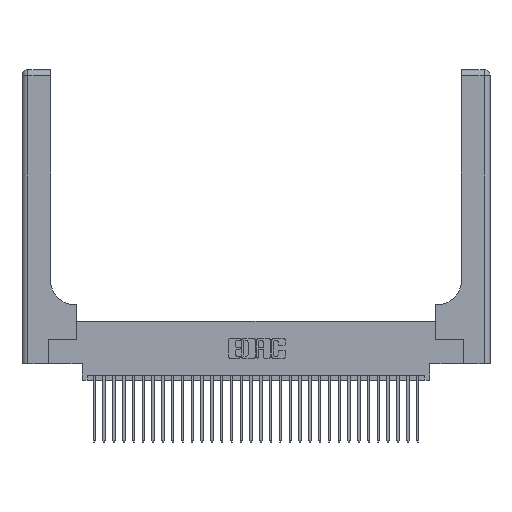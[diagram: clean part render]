
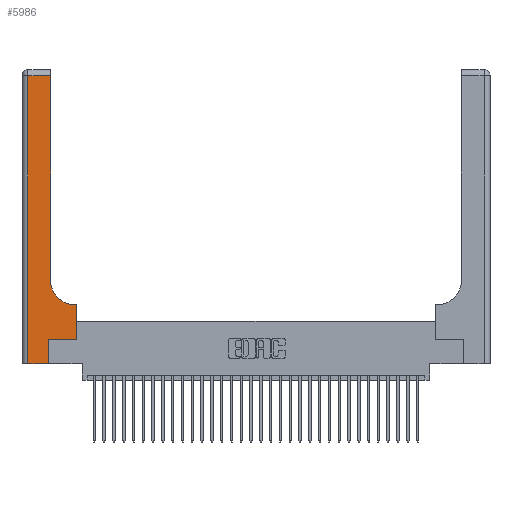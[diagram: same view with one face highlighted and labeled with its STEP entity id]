
A CAD part, top view. The second image highlights one B-rep face of the part: STEP entity #5986.
In plain terms, the highlighted planar face has unit normal (0, 0, 1).
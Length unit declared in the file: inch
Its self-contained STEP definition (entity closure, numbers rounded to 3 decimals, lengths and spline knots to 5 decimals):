
#5 = CARTESIAN_POINT ( 'NONE',  ( 0.5415, 0.85, 0.37 ) ) ;
#1405 = ORIENTED_EDGE ( 'NONE', *, *, #21484, .T. ) ;
#2485 = EDGE_CURVE ( 'NONE', #10579, #3064, #30565, .T. ) ;
#2617 = DIRECTION ( 'NONE',  ( 1., 0., 0. ) ) ;
#3064 = VERTEX_POINT ( 'NONE', #27843 ) ;
#3118 = DIRECTION ( 'NONE',  ( -1., 0., 0. ) ) ;
#4216 = LINE ( 'NONE', #20129, #9771 ) ;
#5442 = VERTEX_POINT ( 'NONE', #26674 ) ;
#5986 = ADVANCED_FACE ( 'NONE', ( #26774 ), #17554, .F. ) ;
#6392 = VERTEX_POINT ( 'NONE', #15226 ) ;
#7471 = DIRECTION ( 'NONE',  ( 0., 1., 0. ) ) ;
#7670 = VERTEX_POINT ( 'NONE', #14703 ) ;
#7676 = DIRECTION ( 'NONE',  ( -1., 0., 0. ) ) ;
#7871 = VERTEX_POINT ( 'NONE', #14677 ) ;
#8465 = CARTESIAN_POINT ( 'NONE',  ( 0.2915, 3., 0.37 ) ) ;
#8551 = CARTESIAN_POINT ( 'NONE',  ( 0.06, 3., 0.37 ) ) ;
#8899 = DIRECTION ( 'NONE',  ( 0., 1., 0. ) ) ;
#9256 = CARTESIAN_POINT ( 'NONE',  ( 0.06, 2.94, 0.37 ) ) ;
#9771 = VECTOR ( 'NONE', #30726, 39.37008 ) ;
#10156 = CARTESIAN_POINT ( 'NONE',  ( 0.269, 0., 0.37 ) ) ;
#10579 = VERTEX_POINT ( 'NONE', #15007 ) ;
#12265 = ORIENTED_EDGE ( 'NONE', *, *, #16250, .T. ) ;
#12491 = ORIENTED_EDGE ( 'NONE', *, *, #31930, .T. ) ;
#13160 = CARTESIAN_POINT ( 'NONE',  ( 0.2915, 2.94, 0.37 ) ) ;
#13245 = DIRECTION ( 'NONE',  ( 0., -1., 0. ) ) ;
#13809 = CARTESIAN_POINT ( 'NONE',  ( 0.5585, 0.25, 0.37 ) ) ;
#13832 = LINE ( 'NONE', #13809, #23044 ) ;
#14200 = LINE ( 'NONE', #20694, #28567 ) ;
#14576 = LINE ( 'NONE', #8465, #26962 ) ;
#14677 = CARTESIAN_POINT ( 'NONE',  ( 0.06, 0., 0.37 ) ) ;
#14703 = CARTESIAN_POINT ( 'NONE',  ( 0.5585, 0.6, 0.37 ) ) ;
#15007 = CARTESIAN_POINT ( 'NONE',  ( 0.269, 0., 0.37 ) ) ;
#15226 = CARTESIAN_POINT ( 'NONE',  ( 0.5585, 0.25, 0.37 ) ) ;
#15360 = EDGE_CURVE ( 'NONE', #7871, #10579, #28139, .T. ) ;
#15718 = VERTEX_POINT ( 'NONE', #26181 ) ;
#15886 = EDGE_LOOP ( 'NONE', ( #1405, #21925, #12491, #30814, #25594, #32655, #28257, #31825, #12265 ) ) ;
#15959 = AXIS2_PLACEMENT_3D ( 'NONE', #25810, #20766, #3118 ) ;
#16250 = EDGE_CURVE ( 'NONE', #15718, #5442, #28116, .T. ) ;
#17151 = LINE ( 'NONE', #8551, #30361 ) ;
#17554 = PLANE ( 'NONE',  #15959 ) ;
#17776 = DIRECTION ( 'NONE',  ( 1., 0., 0. ) ) ;
#19020 = AXIS2_PLACEMENT_3D ( 'NONE', #5, #30548, #17776 ) ;
#20129 = CARTESIAN_POINT ( 'NONE',  ( 0.269, 0.25, 0.37 ) ) ;
#20694 = CARTESIAN_POINT ( 'NONE',  ( 0.2915, 0.6, 0.37 ) ) ;
#20766 = DIRECTION ( 'NONE',  ( 0., 0., -1. ) ) ;
#21022 = LINE ( 'NONE', #28441, #27438 ) ;
#21311 = VECTOR ( 'NONE', #7471, 39.37008 ) ;
#21484 = EDGE_CURVE ( 'NONE', #5442, #21990, #14576, .T. ) ;
#21925 = ORIENTED_EDGE ( 'NONE', *, *, #25468, .T. ) ;
#21990 = VERTEX_POINT ( 'NONE', #13160 ) ;
#22950 = CARTESIAN_POINT ( 'NONE',  ( 0., 0., 0.37 ) ) ;
#23044 = VECTOR ( 'NONE', #8899, 39.37008 ) ;
#23552 = VERTEX_POINT ( 'NONE', #9256 ) ;
#25468 = EDGE_CURVE ( 'NONE', #21990, #23552, #21022, .T. ) ;
#25561 = EDGE_CURVE ( 'NONE', #6392, #7670, #13832, .T. ) ;
#25594 = ORIENTED_EDGE ( 'NONE', *, *, #2485, .T. ) ;
#25810 = CARTESIAN_POINT ( 'NONE',  ( 0., 3., 0.37 ) ) ;
#25948 = EDGE_CURVE ( 'NONE', #7670, #15718, #14200, .T. ) ;
#26124 = DIRECTION ( 'NONE',  ( 0., 1., 0. ) ) ;
#26181 = CARTESIAN_POINT ( 'NONE',  ( 0.5415, 0.6, 0.37 ) ) ;
#26515 = EDGE_CURVE ( 'NONE', #3064, #6392, #4216, .T. ) ;
#26674 = CARTESIAN_POINT ( 'NONE',  ( 0.2915, 0.85, 0.37 ) ) ;
#26774 = FACE_OUTER_BOUND ( 'NONE', #15886, .T. ) ;
#26962 = VECTOR ( 'NONE', #26124, 39.37008 ) ;
#27438 = VECTOR ( 'NONE', #7676, 39.37008 ) ;
#27843 = CARTESIAN_POINT ( 'NONE',  ( 0.269, 0.25, 0.37 ) ) ;
#28116 = CIRCLE ( 'NONE', #19020, 0.25 ) ;
#28139 = LINE ( 'NONE', #22950, #29351 ) ;
#28257 = ORIENTED_EDGE ( 'NONE', *, *, #25561, .T. ) ;
#28441 = CARTESIAN_POINT ( 'NONE',  ( 0., 2.94, 0.37 ) ) ;
#28521 = DIRECTION ( 'NONE',  ( -1., 0., 0. ) ) ;
#28567 = VECTOR ( 'NONE', #28521, 39.37008 ) ;
#29351 = VECTOR ( 'NONE', #2617, 39.37008 ) ;
#30361 = VECTOR ( 'NONE', #13245, 39.37008 ) ;
#30548 = DIRECTION ( 'NONE',  ( 0., 0., -1. ) ) ;
#30565 = LINE ( 'NONE', #10156, #21311 ) ;
#30726 = DIRECTION ( 'NONE',  ( 1., 0., 0. ) ) ;
#30814 = ORIENTED_EDGE ( 'NONE', *, *, #15360, .T. ) ;
#31825 = ORIENTED_EDGE ( 'NONE', *, *, #25948, .T. ) ;
#31930 = EDGE_CURVE ( 'NONE', #23552, #7871, #17151, .T. ) ;
#32655 = ORIENTED_EDGE ( 'NONE', *, *, #26515, .T. ) ;
